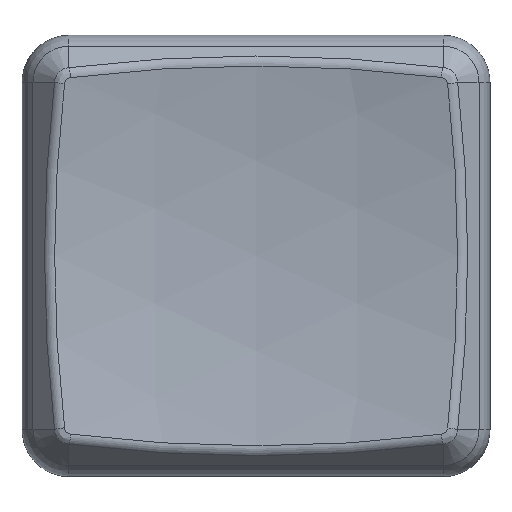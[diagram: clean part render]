
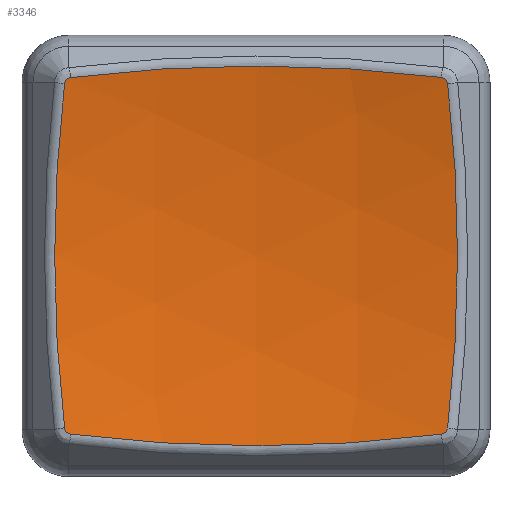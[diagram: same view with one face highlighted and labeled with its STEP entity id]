
A CAD part, top view. The second image highlights one B-rep face of the part: STEP entity #3346.
In plain terms, the highlighted spherical face has radius 41.615 mm.
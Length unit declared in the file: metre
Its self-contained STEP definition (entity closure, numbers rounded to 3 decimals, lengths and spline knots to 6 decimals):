
#101=SPHERICAL_SURFACE('',#3735,0.041615);
#156=B_SPLINE_CURVE_WITH_KNOTS('',3,(#6628,#6629,#6630,#6631,#6632),
 .UNSPECIFIED.,.F.,.F.,(4,1,4),(0.,0.015357,
0.035832),.UNSPECIFIED.);
#157=B_SPLINE_CURVE_WITH_KNOTS('',3,(#6636,#6637,#6638,#6639,#6640),
 .UNSPECIFIED.,.F.,.F.,(4,1,4),(0.,0.015702,0.036638),
 .UNSPECIFIED.);
#158=B_SPLINE_CURVE_WITH_KNOTS('',3,(#6644,#6645,#6646,#6647,#6648),
 .UNSPECIFIED.,.F.,.F.,(4,1,4),(0.,0.020936,
0.036638),.UNSPECIFIED.);
#159=B_SPLINE_CURVE_WITH_KNOTS('',3,(#6651,#6652,#6653,#6654,#6655),
 .UNSPECIFIED.,.F.,.F.,(4,1,4),(0.,0.020475,0.035832),
 .UNSPECIFIED.);
#352=CIRCLE('',#3736,0.036192);
#353=CIRCLE('',#3737,0.035965);
#354=CIRCLE('',#3738,0.036174);
#355=CIRCLE('',#3739,0.035965);
#629=FACE_OUTER_BOUND('',#843,.T.);
#843=EDGE_LOOP('',(#3032,#3033,#3034,#3035,#3036,#3037,#3038,#3039));
#1601=VERTEX_POINT('',#6624);
#1602=VERTEX_POINT('',#6625);
#1603=VERTEX_POINT('',#6627);
#1604=VERTEX_POINT('',#6633);
#1605=VERTEX_POINT('',#6635);
#1606=VERTEX_POINT('',#6641);
#1607=VERTEX_POINT('',#6643);
#1608=VERTEX_POINT('',#6649);
#2081=EDGE_CURVE('',#1601,#1602,#352,.T.);
#2082=EDGE_CURVE('',#1603,#1601,#156,.T.);
#2083=EDGE_CURVE('',#1604,#1603,#353,.T.);
#2084=EDGE_CURVE('',#1605,#1604,#157,.T.);
#2085=EDGE_CURVE('',#1606,#1605,#354,.T.);
#2086=EDGE_CURVE('',#1607,#1606,#158,.T.);
#2087=EDGE_CURVE('',#1608,#1607,#355,.T.);
#2088=EDGE_CURVE('',#1602,#1608,#159,.T.);
#3032=ORIENTED_EDGE('',*,*,#2081,.F.);
#3033=ORIENTED_EDGE('',*,*,#2082,.F.);
#3034=ORIENTED_EDGE('',*,*,#2083,.F.);
#3035=ORIENTED_EDGE('',*,*,#2084,.F.);
#3036=ORIENTED_EDGE('',*,*,#2085,.F.);
#3037=ORIENTED_EDGE('',*,*,#2086,.F.);
#3038=ORIENTED_EDGE('',*,*,#2087,.F.);
#3039=ORIENTED_EDGE('',*,*,#2088,.F.);
#3346=ADVANCED_FACE('',(#629),#101,.F.);
#3735=AXIS2_PLACEMENT_3D('',#6623,#4707,#4708);
#3736=AXIS2_PLACEMENT_3D('',#6626,#4709,#4710);
#3737=AXIS2_PLACEMENT_3D('',#6634,#4711,#4712);
#3738=AXIS2_PLACEMENT_3D('',#6642,#4713,#4714);
#3739=AXIS2_PLACEMENT_3D('',#6650,#4715,#4716);
#4707=DIRECTION('center_axis',(1.,0.,0.));
#4708=DIRECTION('ref_axis',(0.,-1.,0.));
#4709=DIRECTION('center_axis',(0.766,0.,-0.643));
#4710=DIRECTION('ref_axis',(-0.643,0.,-0.766));
#4711=DIRECTION('center_axis',(0.,0.766,-0.643));
#4712=DIRECTION('ref_axis',(-0.001,-0.643,-0.766));
#4713=DIRECTION('center_axis',(-0.766,0.,
-0.643));
#4714=DIRECTION('ref_axis',(0.643,0.,-0.766));
#4715=DIRECTION('center_axis',(0.,-0.766,
-0.643));
#4716=DIRECTION('ref_axis',(-0.001,0.643,-0.766));
#6623=CARTESIAN_POINT('Origin',(0.000021,0.,0.044486));
#6624=CARTESIAN_POINT('',(-0.007139,-0.006413,0.003996));
#6625=CARTESIAN_POINT('',(-0.007139,0.006413,0.003996));
#6626=CARTESIAN_POINT('Origin',(0.015756,0.,
0.031282));
#6627=CARTESIAN_POINT('',(-0.006908,-0.006646,0.003994));
#6628=CARTESIAN_POINT('Ctrl Pts',(-0.006908,-0.006646,
0.003994));
#6629=CARTESIAN_POINT('Ctrl Pts',(-0.006958,-0.00664,
0.004001));
#6630=CARTESIAN_POINT('Ctrl Pts',(-0.007071,-0.006592,
0.004013));
#6631=CARTESIAN_POINT('Ctrl Pts',(-0.007132,-0.00648,
0.004005));
#6632=CARTESIAN_POINT('Ctrl Pts',(-0.007139,-0.006413,
0.003996));
#6633=CARTESIAN_POINT('',(0.006909,-0.006651,0.003987));
#6634=CARTESIAN_POINT('Origin',(0.000021,0.016038,
0.031028));
#6635=CARTESIAN_POINT('',(0.007145,-0.006413,0.00399));
#6636=CARTESIAN_POINT('Ctrl Pts',(0.007145,-0.006413,
0.00399));
#6637=CARTESIAN_POINT('Ctrl Pts',(0.007139,-0.006464,
0.003997));
#6638=CARTESIAN_POINT('Ctrl Pts',(0.00709,-0.006581,
0.004007));
#6639=CARTESIAN_POINT('Ctrl Pts',(0.006977,-0.006643,
0.003998));
#6640=CARTESIAN_POINT('Ctrl Pts',(0.006909,-0.006651,
0.003987));
#6641=CARTESIAN_POINT('',(0.007145,0.006413,0.00399));
#6642=CARTESIAN_POINT('Origin',(-0.015739,0.,
0.031262));
#6643=CARTESIAN_POINT('',(0.006909,0.006651,0.003987));
#6644=CARTESIAN_POINT('Ctrl Pts',(0.006909,0.006651,
0.003987));
#6645=CARTESIAN_POINT('Ctrl Pts',(0.006977,0.006643,
0.003998));
#6646=CARTESIAN_POINT('Ctrl Pts',(0.00709,0.006581,
0.004007));
#6647=CARTESIAN_POINT('Ctrl Pts',(0.007139,0.006464,
0.003997));
#6648=CARTESIAN_POINT('Ctrl Pts',(0.007145,0.006413,
0.00399));
#6649=CARTESIAN_POINT('',(-0.006908,0.006646,0.003994));
#6650=CARTESIAN_POINT('Origin',(0.000021,-0.016038,
0.031028));
#6651=CARTESIAN_POINT('Ctrl Pts',(-0.007139,0.006413,
0.003996));
#6652=CARTESIAN_POINT('Ctrl Pts',(-0.007132,0.00648,
0.004005));
#6653=CARTESIAN_POINT('Ctrl Pts',(-0.007071,0.006592,
0.004013));
#6654=CARTESIAN_POINT('Ctrl Pts',(-0.006958,0.00664,
0.004001));
#6655=CARTESIAN_POINT('Ctrl Pts',(-0.006908,0.006646,
0.003994));
